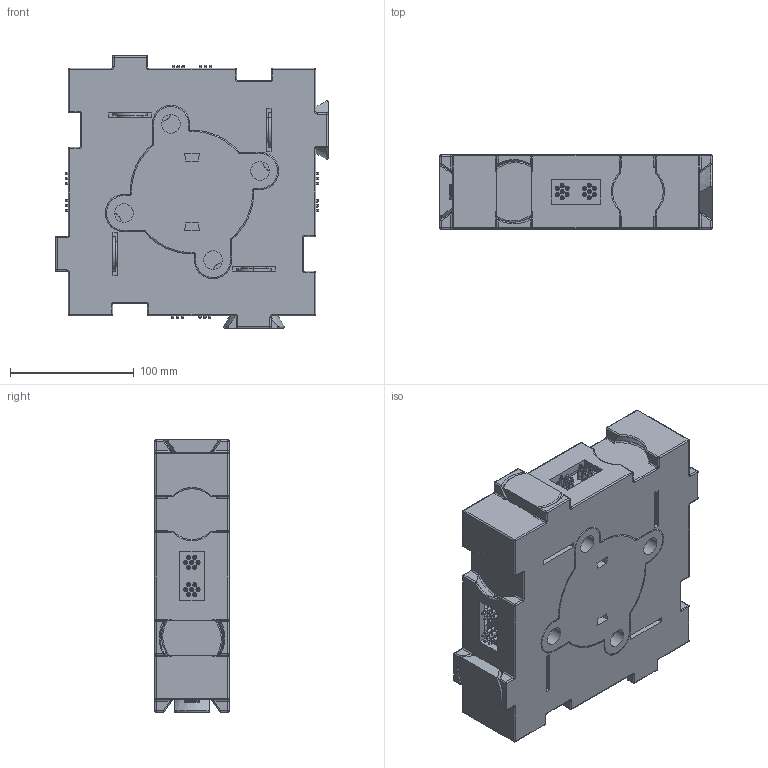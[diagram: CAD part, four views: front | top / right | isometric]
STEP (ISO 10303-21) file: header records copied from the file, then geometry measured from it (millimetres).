
FILE_DESCRIPTION (( 'STEP AP214' ), '1' );
FILE_NAME ('asm_empty_angle_220102.STEP', '2022-01-02T19:18:31', ( '' ), ( '' ), 'SwSTEP 2.0', 'SolidWorks 2020', '' );
FILE_SCHEMA (( 'AUTOMOTIVE_DESIGN' ));
Length unit declared in the file: millimetre
Products named in the file (8): rotary_fixer_220101; pogopin_a734_3_3x12_211214; asm_empty_angle_220102; screw1_211222; asm_connect_brd_211223; angle_211224; connect_board_211223; simple_cup_220102
Assembly tree (30 placements, depth 3):
  asm_empty_angle_220102
    angle_211224
    rotary_fixer_220101  x4
    screw1_211222  x4
    asm_connect_brd_211223  x4
      connect_board_211223
      pogopin_a734_3_3x12_211214
    simple_cup_220102  x2
Bounding box: 220 x 60 x 220 mm (x, y, z)
Volume: 1311976.8 mm3; surface area: 416869.6 mm2
Topology: 71 solids, 75 shells, 2063 faces, 5019 edges, 3058 vertices
Faces by surface type: cylinder 1037, plane 524, torus 278, sphere 164, bspline 32, cone 28
Entity records: 28142 total; most frequent: CARTESIAN_POINT 7061, DIRECTION 4552, ORIENTED_EDGE 4276, EDGE_CURVE 2138, AXIS2_PLACEMENT_3D 1762, VERTEX_POINT 1313, VECTOR 1028, LINE 1028
